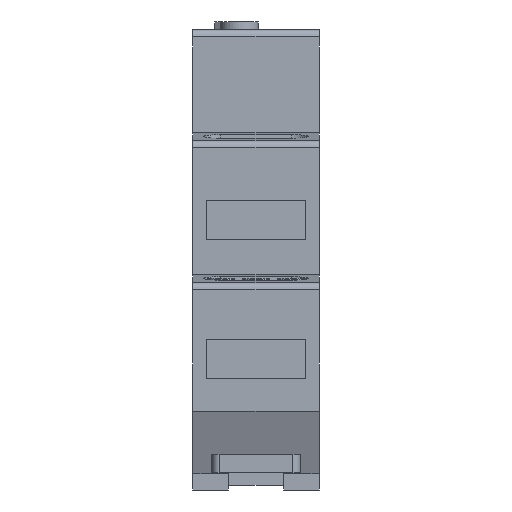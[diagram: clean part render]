
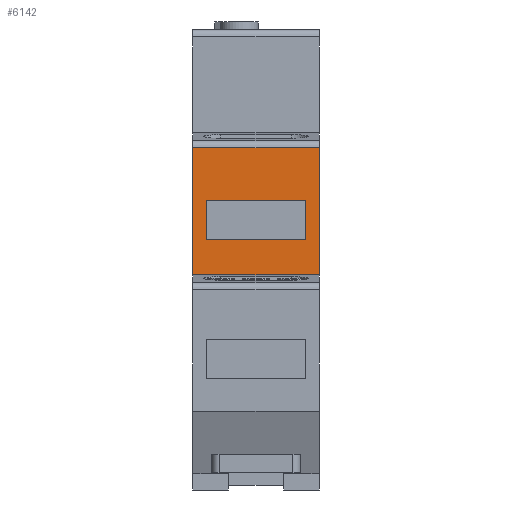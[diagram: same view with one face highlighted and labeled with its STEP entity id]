
A CAD part, front view. The second image highlights one B-rep face of the part: STEP entity #6142.
In plain terms, the highlighted planar face has unit normal (0, -1, 0).
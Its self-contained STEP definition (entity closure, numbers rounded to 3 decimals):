
#336 = VERTEX_POINT ( 'NONE', #1508 ) ;
#423 = ORIENTED_EDGE ( 'NONE', *, *, #7645, .T. ) ;
#890 = VERTEX_POINT ( 'NONE', #5512 ) ;
#1049 = CARTESIAN_POINT ( 'NONE',  ( 15.9, 7.775, 35.3 ) ) ;
#1489 = VERTEX_POINT ( 'NONE', #12773 ) ;
#1508 = CARTESIAN_POINT ( 'NONE',  ( 1.9, 7.775, 35.3 ) ) ;
#1643 = LINE ( 'NONE', #4826, #12140 ) ;
#1772 = CARTESIAN_POINT ( 'NONE',  ( 15.9, 7.775, 40.8 ) ) ;
#2361 = VECTOR ( 'NONE', #4212, 1000. ) ;
#2690 = FACE_BOUND ( 'NONE', #12180, .T. ) ;
#2944 = DIRECTION ( 'NONE',  ( -1., 0., 0. ) ) ;
#3207 = DIRECTION ( 'NONE',  ( 0., 0., -1. ) ) ;
#3307 = VECTOR ( 'NONE', #6181, 1000. ) ;
#3838 = EDGE_LOOP ( 'NONE', ( #10433, #6340, #5720, #6297 ) ) ;
#4187 = DIRECTION ( 'NONE',  ( 0., 0., -1. ) ) ;
#4212 = DIRECTION ( 'NONE',  ( -1., 0., 0. ) ) ;
#4701 = EDGE_CURVE ( 'NONE', #11173, #1489, #11783, .T. ) ;
#4823 = AXIS2_PLACEMENT_3D ( 'NONE', #13186, #8123, #12042 ) ;
#4826 = CARTESIAN_POINT ( 'NONE',  ( 17.8, 7.775, 30.3 ) ) ;
#4848 = DIRECTION ( 'NONE',  ( 1., 0., 0. ) ) ;
#5078 = LINE ( 'NONE', #9427, #2361 ) ;
#5130 = VECTOR ( 'NONE', #8097, 1000. ) ;
#5453 = EDGE_CURVE ( 'NONE', #890, #11265, #6525, .T. ) ;
#5512 = CARTESIAN_POINT ( 'NONE',  ( 1.9, 7.775, 40.8 ) ) ;
#5645 = VERTEX_POINT ( 'NONE', #1049 ) ;
#5720 = ORIENTED_EDGE ( 'NONE', *, *, #4701, .F. ) ;
#6130 = EDGE_CURVE ( 'NONE', #11173, #8835, #9678, .T. ) ;
#6142 = ADVANCED_FACE ( 'NONE', ( #6337, #2690 ), #12161, .F. ) ;
#6181 = DIRECTION ( 'NONE',  ( 0., 0., -1. ) ) ;
#6297 = ORIENTED_EDGE ( 'NONE', *, *, #6130, .T. ) ;
#6337 = FACE_OUTER_BOUND ( 'NONE', #3838, .T. ) ;
#6340 = ORIENTED_EDGE ( 'NONE', *, *, #11109, .F. ) ;
#6350 = VECTOR ( 'NONE', #2944, 1000. ) ;
#6525 = LINE ( 'NONE', #6823, #7955 ) ;
#6823 = CARTESIAN_POINT ( 'NONE',  ( 1.9, 7.775, 40.8 ) ) ;
#7022 = VERTEX_POINT ( 'NONE', #12882 ) ;
#7192 = CARTESIAN_POINT ( 'NONE',  ( 17.8, 7.775, 48.2 ) ) ;
#7485 = VECTOR ( 'NONE', #3207, 1000. ) ;
#7645 = EDGE_CURVE ( 'NONE', #5645, #336, #5078, .T. ) ;
#7827 = LINE ( 'NONE', #13200, #5130 ) ;
#7955 = VECTOR ( 'NONE', #4848, 1000. ) ;
#8035 = EDGE_CURVE ( 'NONE', #11265, #5645, #12521, .T. ) ;
#8097 = DIRECTION ( 'NONE',  ( 0., 0., 1. ) ) ;
#8123 = DIRECTION ( 'NONE',  ( 0., 1., 0. ) ) ;
#8835 = VERTEX_POINT ( 'NONE', #9442 ) ;
#9074 = ORIENTED_EDGE ( 'NONE', *, *, #12431, .T. ) ;
#9136 = CARTESIAN_POINT ( 'NONE',  ( 17.8, 7.775, 48.2 ) ) ;
#9427 = CARTESIAN_POINT ( 'NONE',  ( 1.9, 7.775, 35.3 ) ) ;
#9442 = CARTESIAN_POINT ( 'NONE',  ( 0., 7.775, 48.2 ) ) ;
#9678 = LINE ( 'NONE', #9136, #6350 ) ;
#9810 = ORIENTED_EDGE ( 'NONE', *, *, #8035, .T. ) ;
#10433 = ORIENTED_EDGE ( 'NONE', *, *, #12538, .T. ) ;
#11109 = EDGE_CURVE ( 'NONE', #1489, #7022, #1643, .T. ) ;
#11173 = VERTEX_POINT ( 'NONE', #7192 ) ;
#11265 = VERTEX_POINT ( 'NONE', #1772 ) ;
#11294 = CARTESIAN_POINT ( 'NONE',  ( 0., 7.775, 30.3 ) ) ;
#11781 = ORIENTED_EDGE ( 'NONE', *, *, #5453, .T. ) ;
#11783 = LINE ( 'NONE', #12386, #11957 ) ;
#11908 = DIRECTION ( 'NONE',  ( -1., 0., 0. ) ) ;
#11922 = CARTESIAN_POINT ( 'NONE',  ( 15.9, 7.775, 35.3 ) ) ;
#11957 = VECTOR ( 'NONE', #4187, 1000. ) ;
#12042 = DIRECTION ( 'NONE',  ( 0., 0., 1. ) ) ;
#12140 = VECTOR ( 'NONE', #11908, 1000. ) ;
#12161 = PLANE ( 'NONE',  #4823 ) ;
#12180 = EDGE_LOOP ( 'NONE', ( #9074, #11781, #9810, #423 ) ) ;
#12253 = LINE ( 'NONE', #11294, #7485 ) ;
#12386 = CARTESIAN_POINT ( 'NONE',  ( 17.8, 7.775, 30.3 ) ) ;
#12431 = EDGE_CURVE ( 'NONE', #336, #890, #7827, .T. ) ;
#12521 = LINE ( 'NONE', #11922, #3307 ) ;
#12538 = EDGE_CURVE ( 'NONE', #8835, #7022, #12253, .T. ) ;
#12773 = CARTESIAN_POINT ( 'NONE',  ( 17.8, 7.775, 30.3 ) ) ;
#12882 = CARTESIAN_POINT ( 'NONE',  ( 0., 7.775, 30.3 ) ) ;
#13186 = CARTESIAN_POINT ( 'NONE',  ( 17.8, 7.775, 30.3 ) ) ;
#13200 = CARTESIAN_POINT ( 'NONE',  ( 1.9, 7.775, 35.3 ) ) ;
